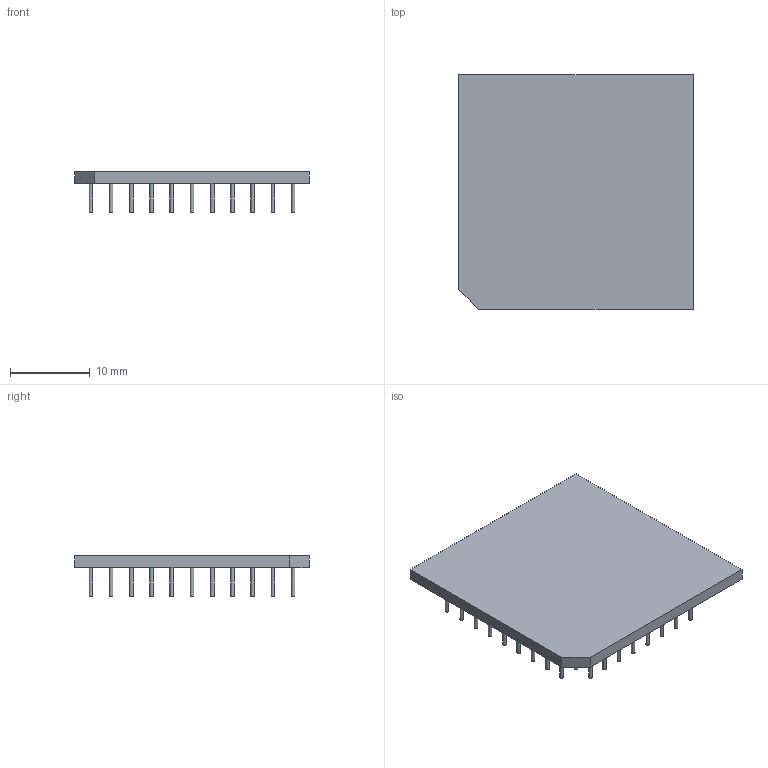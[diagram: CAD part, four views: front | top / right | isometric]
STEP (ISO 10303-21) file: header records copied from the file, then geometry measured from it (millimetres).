
FILE_DESCRIPTION(('FreeCAD Model'),'2;1');
FILE_NAME('Open CASCADE Shape Model','2025-10-02T09:50:27',(''),(''), 'Open CASCADE STEP processor 7.6','FreeCAD','Unknown');
FILE_SCHEMA(('AUTOMOTIVE_DESIGN { 1 0 10303 214 1 1 1 1 }'));
Length unit declared in the file: millimetre
Products named in the file (3): Intel_80286_PGA68; Ceramic_Package; Gold_Pins
Assembly tree (2 placements, depth 2):
  Intel_80286_PGA68
    Ceramic_Package
    Gold_Pins
Bounding box: 29.46 x 29.46 x 5.1 mm (x, y, z)
Volume: 1334.4 mm3; surface area: 2255.6 mm2
Topology: 66 solids, 66 shells, 202 faces, 210 edges, 140 vertices
Faces by surface type: plane 137, cylinder 65
Full cylindrical faces by diameter (mm): 0.45 x65
Entity records: 4279 total; most frequent: DIRECTION 750, CARTESIAN_POINT 555, ORIENTED_EDGE 420, AXIS2_PLACEMENT_3D 335, EDGE_CURVE 210, ADVANCED_FACE 202, FACE_BOUND 202, EDGE_LOOP 202
